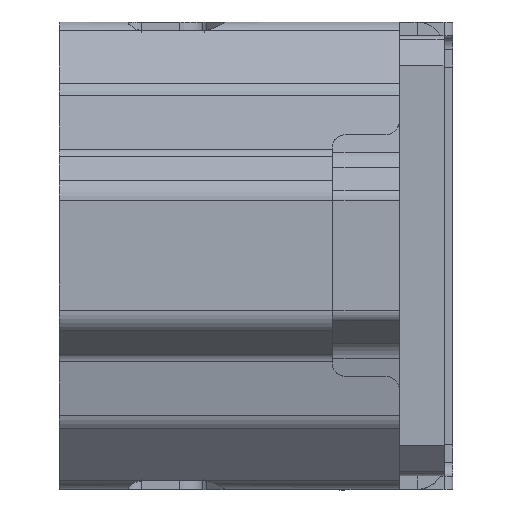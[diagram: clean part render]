
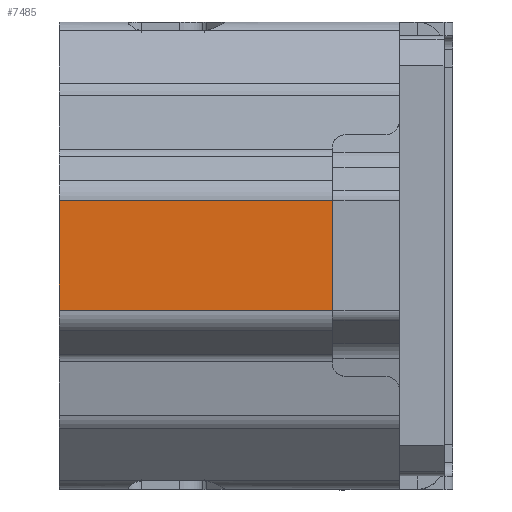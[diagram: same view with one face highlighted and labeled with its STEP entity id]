
A CAD part, top view. The second image highlights one B-rep face of the part: STEP entity #7485.
In plain terms, the highlighted planar face has unit normal (0, 0, 1).
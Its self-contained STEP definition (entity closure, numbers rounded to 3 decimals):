
#127=PLANE('',#8054);
#478=FACE_OUTER_BOUND('',#919,.T.);
#919=EDGE_LOOP('',(#5478,#5479,#5480,#5481));
#1446=LINE('',#11242,#2332);
#1480=LINE('',#11343,#2366);
#1481=LINE('',#11347,#2367);
#1482=LINE('',#11348,#2368);
#2332=VECTOR('',#8959,10.);
#2366=VECTOR('',#9049,10.);
#2367=VECTOR('',#9054,10.);
#2368=VECTOR('',#9055,10.);
#3437=VERTEX_POINT('',#11239);
#3438=VERTEX_POINT('',#11241);
#3477=VERTEX_POINT('',#11342);
#3478=VERTEX_POINT('',#11346);
#4178=EDGE_CURVE('',#3438,#3437,#1446,.T.);
#4229=EDGE_CURVE('',#3477,#3438,#1480,.T.);
#4231=EDGE_CURVE('',#3437,#3478,#1481,.T.);
#4232=EDGE_CURVE('',#3478,#3477,#1482,.T.);
#5478=ORIENTED_EDGE('',*,*,#4178,.T.);
#5479=ORIENTED_EDGE('',*,*,#4231,.T.);
#5480=ORIENTED_EDGE('',*,*,#4232,.T.);
#5481=ORIENTED_EDGE('',*,*,#4229,.T.);
#7485=ADVANCED_FACE('',(#478),#127,.T.);
#8054=AXIS2_PLACEMENT_3D('',#11345,#9052,#9053);
#8959=DIRECTION('',(0.,1.,0.));
#9049=DIRECTION('',(1.,0.,0.));
#9052=DIRECTION('center_axis',(0.,0.,1.));
#9053=DIRECTION('ref_axis',(1.,0.,0.));
#9054=DIRECTION('',(-1.,0.,0.));
#9055=DIRECTION('',(0.,-1.,0.));
#11239=CARTESIAN_POINT('',(1.7,1.22,7.8));
#11241=CARTESIAN_POINT('',(1.7,-1.22,7.8));
#11242=CARTESIAN_POINT('',(1.7,-1.35,7.8));
#11342=CARTESIAN_POINT('',(-4.4,-1.22,7.8));
#11343=CARTESIAN_POINT('',(2.2,-1.22,7.8));
#11345=CARTESIAN_POINT('Origin',(0.,0.,7.8));
#11346=CARTESIAN_POINT('',(-4.4,1.22,7.8));
#11347=CARTESIAN_POINT('',(-2.2,1.22,7.8));
#11348=CARTESIAN_POINT('',(-4.4,-1.5,7.8));
